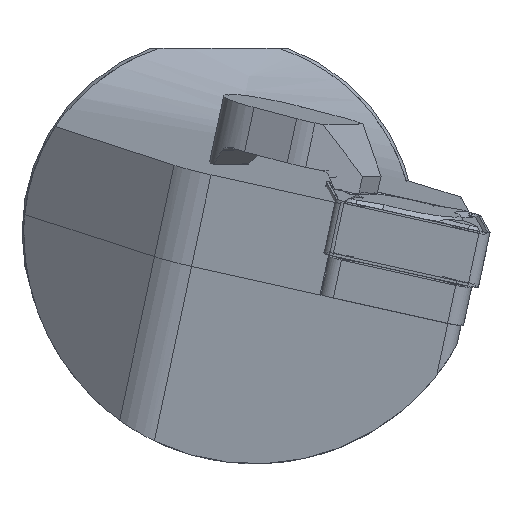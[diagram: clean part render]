
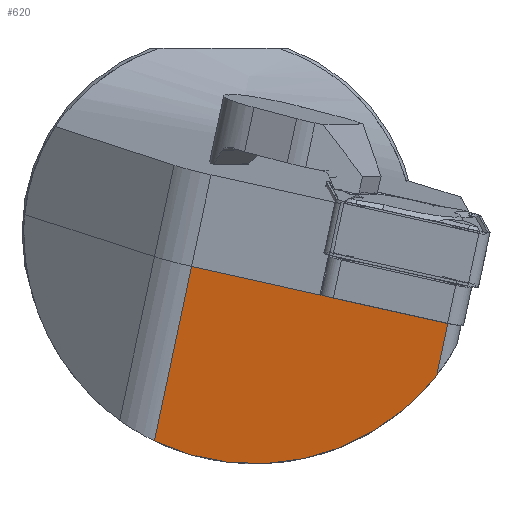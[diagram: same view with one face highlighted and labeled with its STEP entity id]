
A CAD part, left-side view. The second image highlights one B-rep face of the part: STEP entity #620.
In plain terms, the highlighted planar face has unit normal (-0.991, 0.105, -0.084).
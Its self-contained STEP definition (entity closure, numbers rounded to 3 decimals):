
#608=ELLIPSE('',#2664,18.923,18.75);
#620=ADVANCED_FACE('',(#813),#741,.F.);
#741=PLANE('',#2665);
#813=FACE_OUTER_BOUND('',#928,.T.);
#928=EDGE_LOOP('',(#1443,#1444,#1445,#1446,#1447,#1448));
#1063=LINE('',#3512,#1250);
#1064=LINE('',#3515,#1251);
#1065=LINE('',#3519,#1252);
#1066=LINE('',#3521,#1253);
#1067=LINE('',#3523,#1254);
#1250=VECTOR('',#2892,1.);
#1251=VECTOR('',#2893,1.);
#1252=VECTOR('',#2896,1.);
#1253=VECTOR('',#2897,1.);
#1254=VECTOR('',#2898,1.);
#1443=ORIENTED_EDGE('',*,*,#2274,.F.);
#1444=ORIENTED_EDGE('',*,*,#2275,.T.);
#1445=ORIENTED_EDGE('',*,*,#2276,.T.);
#1446=ORIENTED_EDGE('',*,*,#2277,.F.);
#1447=ORIENTED_EDGE('',*,*,#2278,.T.);
#1448=ORIENTED_EDGE('',*,*,#2279,.T.);
#2067=VERTEX_POINT('',#3513);
#2068=VERTEX_POINT('',#3514);
#2069=VERTEX_POINT('',#3516);
#2070=VERTEX_POINT('',#3518);
#2071=VERTEX_POINT('',#3520);
#2072=VERTEX_POINT('',#3522);
#2274=EDGE_CURVE('',#2067,#2068,#1063,.T.);
#2275=EDGE_CURVE('',#2067,#2069,#1064,.T.);
#2276=EDGE_CURVE('',#2069,#2070,#608,.T.);
#2277=EDGE_CURVE('',#2071,#2070,#1065,.T.);
#2278=EDGE_CURVE('',#2071,#2072,#1066,.T.);
#2279=EDGE_CURVE('',#2072,#2068,#1067,.T.);
#2664=AXIS2_PLACEMENT_3D('',#3517,#2894,#2895);
#2665=AXIS2_PLACEMENT_3D('',#3524,#2899,#2900);
#2892=DIRECTION('',(-0.085,-0.973,-0.216));
#2893=DIRECTION('',(0.105,0.207,-0.973));
#2894=DIRECTION('',(-0.991,0.105,-0.084));
#2895=DIRECTION('',(-0.135,-0.774,0.618));
#2896=DIRECTION('',(0.105,0.207,-0.973));
#2897=DIRECTION('',(0.085,0.973,0.216));
#2898=DIRECTION('',(0.085,0.973,0.216));
#2899=DIRECTION('',(0.991,-0.105,0.084));
#2900=DIRECTION('',(0.106,0.994,0.));
#3512=CARTESIAN_POINT('',(-180.213,17.514,-2.787));
#3513=CARTESIAN_POINT('',(-180.213,17.514,-2.787));
#3514=CARTESIAN_POINT('',(-181.133,7.004,-5.12));
#3515=CARTESIAN_POINT('',(-223.411,-67.937,399.229));
#3516=CARTESIAN_POINT('',(-178.691,20.526,-16.958));
#3517=CARTESIAN_POINT('',(-180.99,12.379,-0.071));
#3518=CARTESIAN_POINT('',(-181.582,-2.401,-11.607));
#3519=CARTESIAN_POINT('',(-225.231,-88.746,394.61));
#3520=CARTESIAN_POINT('',(-182.034,-3.295,-7.405));
#3521=CARTESIAN_POINT('',(-180.213,17.514,-2.787));
#3522=CARTESIAN_POINT('',(-181.165,6.635,-5.201));
#3523=CARTESIAN_POINT('',(-180.213,17.514,-2.787));
#3524=CARTESIAN_POINT('',(-223.411,-67.937,399.229));
